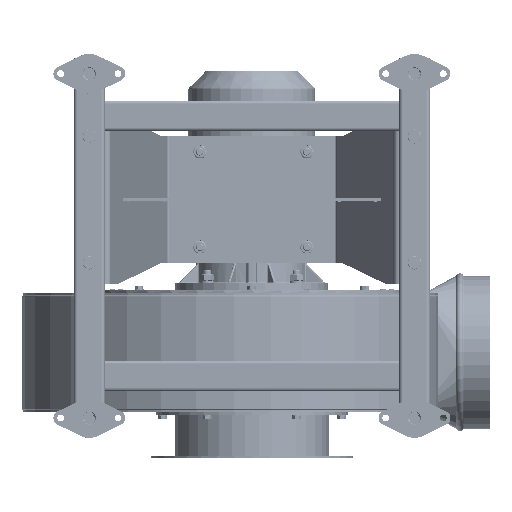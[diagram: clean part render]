
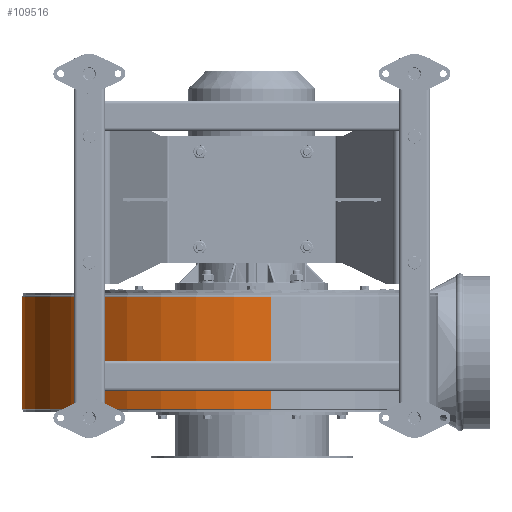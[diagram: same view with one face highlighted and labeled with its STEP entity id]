
A CAD part, front view. The second image highlights one B-rep face of the part: STEP entity #109516.
In plain terms, the highlighted cylindrical face has radius 285.5 mm (diameter 571 mm), a partial arc.
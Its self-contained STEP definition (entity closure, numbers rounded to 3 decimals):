
#15116=FACE_OUTER_BOUND('',#22222,.T.);
#22222=EDGE_LOOP('',(#95188,#95189,#95190,#95191));
#30162=LINE('',#201505,#37970);
#30163=LINE('',#201507,#37971);
#37970=VECTOR('',#144270,10.);
#37971=VECTOR('',#144273,10.);
#41643=CIRCLE('',#118546,285.5);
#41652=CIRCLE('',#118562,285.5);
#51230=VERTEX_POINT('',#201462);
#51231=VERTEX_POINT('',#201466);
#51235=VERTEX_POINT('',#201486);
#51236=VERTEX_POINT('',#201490);
#65940=EDGE_CURVE('',#51231,#51230,#41643,.T.);
#65952=EDGE_CURVE('',#51235,#51236,#41652,.T.);
#65958=EDGE_CURVE('',#51231,#51236,#30162,.T.);
#65959=EDGE_CURVE('',#51230,#51235,#30163,.T.);
#95188=ORIENTED_EDGE('',*,*,#65940,.F.);
#95189=ORIENTED_EDGE('',*,*,#65958,.T.);
#95190=ORIENTED_EDGE('',*,*,#65952,.F.);
#95191=ORIENTED_EDGE('',*,*,#65959,.F.);
#97388=CYLINDRICAL_SURFACE('',#118572,285.5);
#109516=ADVANCED_FACE('',(#15116),#97388,.T.);
#118546=AXIS2_PLACEMENT_3D('',#201468,#144213,#144214);
#118562=AXIS2_PLACEMENT_3D('',#201492,#144248,#144249);
#118572=AXIS2_PLACEMENT_3D('',#201506,#144271,#144272);
#144213=DIRECTION('center_axis',(0.,0.,
-1.));
#144214=DIRECTION('ref_axis',(-0.656,-0.755,0.));
#144248=DIRECTION('center_axis',(0.,0.,
1.));
#144249=DIRECTION('ref_axis',(-0.656,-0.755,0.));
#144270=DIRECTION('',(0.,0.,1.));
#144271=DIRECTION('center_axis',(0.,0.,
1.));
#144272=DIRECTION('ref_axis',(-1.,0.,0.));
#144273=DIRECTION('',(0.,0.,1.));
#201462=CARTESIAN_POINT('',(-300.5,19.2,-148.125));
#201466=CARTESIAN_POINT('',(24.664,-263.531,-148.125));
#201468=CARTESIAN_POINT('Origin',(-15.,19.2,-148.125));
#201486=CARTESIAN_POINT('',(-300.5,19.2,-1.875));
#201490=CARTESIAN_POINT('',(24.664,-263.531,-1.875));
#201492=CARTESIAN_POINT('Origin',(-15.,19.2,-1.875));
#201505=CARTESIAN_POINT('',(24.664,-263.531,0.));
#201506=CARTESIAN_POINT('Origin',(-15.,19.2,-75.));
#201507=CARTESIAN_POINT('',(-300.5,19.2,0.));
